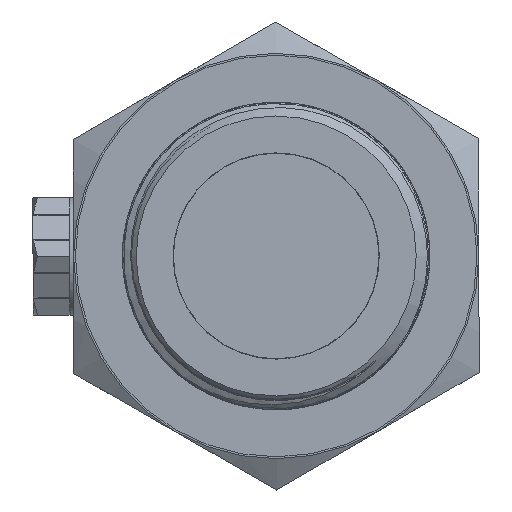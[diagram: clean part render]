
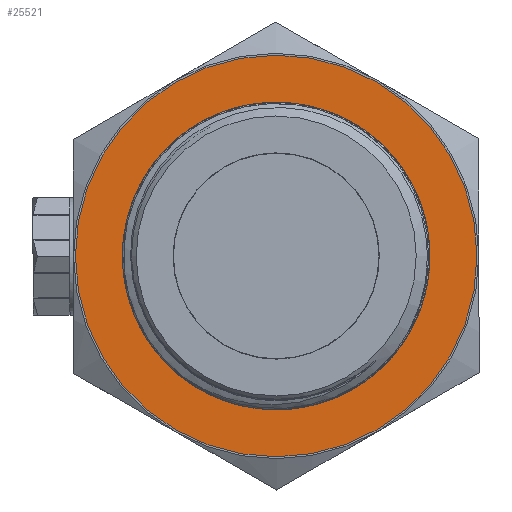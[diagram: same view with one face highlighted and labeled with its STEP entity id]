
A CAD part, left-side view. The second image highlights one B-rep face of the part: STEP entity #25521.
In plain terms, the highlighted planar face has unit normal (-1, 0, 0).
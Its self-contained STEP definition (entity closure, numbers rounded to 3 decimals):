
#502=FACE_BOUND('',#4299,.T.);
#1654=PLANE('',#27165);
#2789=FACE_OUTER_BOUND('',#4298,.T.);
#4298=EDGE_LOOP('',(#22676));
#4299=EDGE_LOOP('',(#22677));
#5032=CIRCLE('',#27164,27.25);
#5033=CIRCLE('',#27166,19.);
#12330=VERTEX_POINT('',#55613);
#12331=VERTEX_POINT('',#55617);
#15884=EDGE_CURVE('',#12330,#12330,#5032,.T.);
#15885=EDGE_CURVE('',#12331,#12331,#5033,.T.);
#22676=ORIENTED_EDGE('',*,*,#15884,.F.);
#22677=ORIENTED_EDGE('',*,*,#15885,.T.);
#25521=ADVANCED_FACE('',(#2789,#502),#1654,.T.);
#27164=AXIS2_PLACEMENT_3D('',#55615,#31356,#31357);
#27165=AXIS2_PLACEMENT_3D('',#55616,#31358,#31359);
#27166=AXIS2_PLACEMENT_3D('',#55618,#31360,#31361);
#31356=DIRECTION('center_axis',(1.,0.,0.));
#31357=DIRECTION('ref_axis',(0.,0.,-1.));
#31358=DIRECTION('center_axis',(-1.,0.,0.));
#31359=DIRECTION('ref_axis',(0.,0.,1.));
#31360=DIRECTION('center_axis',(1.,0.,0.));
#31361=DIRECTION('ref_axis',(0.,0.,-1.));
#55613=CARTESIAN_POINT('',(-45.1,-27.25,0.));
#55615=CARTESIAN_POINT('Origin',(-45.1,0.,0.));
#55616=CARTESIAN_POINT('Origin',(-45.1,27.25,0.));
#55617=CARTESIAN_POINT('',(-45.1,-19.,0.));
#55618=CARTESIAN_POINT('Origin',(-45.1,0.,0.));
